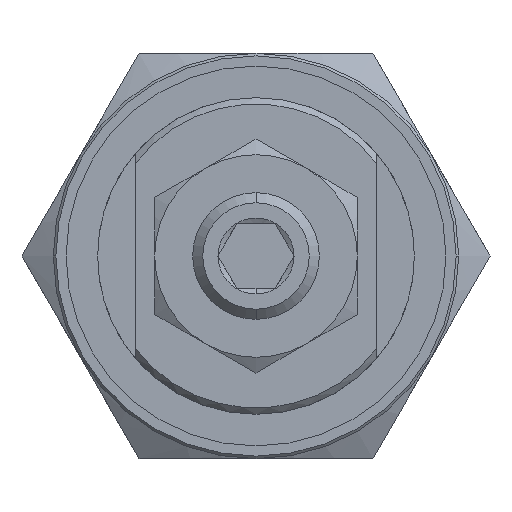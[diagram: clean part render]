
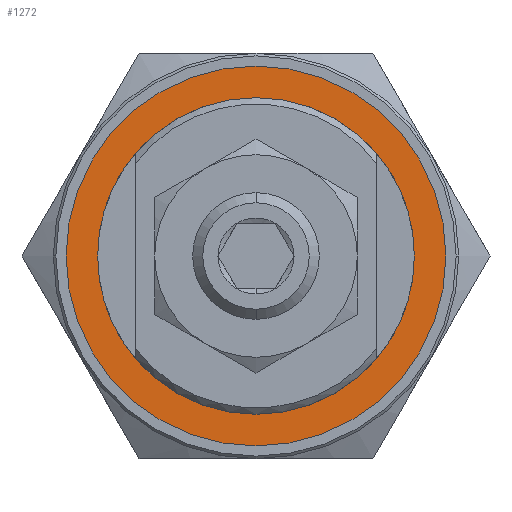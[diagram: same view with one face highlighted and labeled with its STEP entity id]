
A CAD part, left-side view. The second image highlights one B-rep face of the part: STEP entity #1272.
In plain terms, the highlighted planar face has unit normal (-1, 0, 0).
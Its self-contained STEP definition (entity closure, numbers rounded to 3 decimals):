
#87 = VERTEX_POINT ( 'NONE', #1184 ) ;
#91 = DIRECTION ( 'NONE',  ( 0., 0., -1. ) ) ;
#121 = AXIS2_PLACEMENT_3D ( 'NONE', #509, #1511, #3529 ) ;
#238 = CARTESIAN_POINT ( 'NONE',  ( 0., 0., 0. ) ) ;
#256 = CARTESIAN_POINT ( 'NONE',  ( 0., 15., 0. ) ) ;
#281 = ORIENTED_EDGE ( 'NONE', *, *, #4345, .F. ) ;
#340 = EDGE_LOOP ( 'NONE', ( #3758, #5434 ) ) ;
#387 = CARTESIAN_POINT ( 'NONE',  ( 0., 0., 0. ) ) ;
#480 = EDGE_CURVE ( 'NONE', #2629, #87, #5856, .T. ) ;
#509 = CARTESIAN_POINT ( 'NONE',  ( 0., 0., 0. ) ) ;
#745 = DIRECTION ( 'NONE',  ( 0., 0., -1. ) ) ;
#934 = AXIS2_PLACEMENT_3D ( 'NONE', #1680, #4715, #1177 ) ;
#952 = EDGE_CURVE ( 'NONE', #2513, #1980, #4235, .T. ) ;
#1082 = EDGE_CURVE ( 'NONE', #1980, #2513, #5179, .T. ) ;
#1173 = DIRECTION ( 'NONE',  ( -1., 0., 0. ) ) ;
#1177 = DIRECTION ( 'NONE',  ( 0., 0., 1. ) ) ;
#1184 = CARTESIAN_POINT ( 'NONE',  ( 0., -12.5, 0. ) ) ;
#1272 = ADVANCED_FACE ( 'NONE', ( #3354, #2181 ), #3275, .F. ) ;
#1511 = DIRECTION ( 'NONE',  ( -1., 0., 0. ) ) ;
#1680 = CARTESIAN_POINT ( 'NONE',  ( 0., 0., 0. ) ) ;
#1980 = VERTEX_POINT ( 'NONE', #5589 ) ;
#2181 = FACE_OUTER_BOUND ( 'NONE', #340, .T. ) ;
#2335 = CARTESIAN_POINT ( 'NONE',  ( 0., 12.5, 0. ) ) ;
#2513 = VERTEX_POINT ( 'NONE', #6095 ) ;
#2579 = ORIENTED_EDGE ( 'NONE', *, *, #480, .F. ) ;
#2629 = VERTEX_POINT ( 'NONE', #2335 ) ;
#2717 = CIRCLE ( 'NONE', #5121, 12.5 ) ;
#3275 = PLANE ( 'NONE',  #4752 ) ;
#3298 = EDGE_LOOP ( 'NONE', ( #281, #2579 ) ) ;
#3354 = FACE_BOUND ( 'NONE', #3298, .T. ) ;
#3529 = DIRECTION ( 'NONE',  ( 0., 0., 1. ) ) ;
#3758 = ORIENTED_EDGE ( 'NONE', *, *, #1082, .T. ) ;
#3771 = DIRECTION ( 'NONE',  ( -1., 0., 0. ) ) ;
#4235 = CIRCLE ( 'NONE', #934, 15. ) ;
#4274 = DIRECTION ( 'NONE',  ( 0., 0., -1. ) ) ;
#4345 = EDGE_CURVE ( 'NONE', #87, #2629, #2717, .T. ) ;
#4704 = AXIS2_PLACEMENT_3D ( 'NONE', #387, #1173, #91 ) ;
#4715 = DIRECTION ( 'NONE',  ( -1., 0., 0. ) ) ;
#4752 = AXIS2_PLACEMENT_3D ( 'NONE', #256, #4797, #4274 ) ;
#4797 = DIRECTION ( 'NONE',  ( 1., 0., 0. ) ) ;
#5121 = AXIS2_PLACEMENT_3D ( 'NONE', #238, #3771, #745 ) ;
#5179 = CIRCLE ( 'NONE', #121, 15. ) ;
#5434 = ORIENTED_EDGE ( 'NONE', *, *, #952, .T. ) ;
#5589 = CARTESIAN_POINT ( 'NONE',  ( 0., 0., 15. ) ) ;
#5856 = CIRCLE ( 'NONE', #4704, 12.5 ) ;
#6095 = CARTESIAN_POINT ( 'NONE',  ( 0., 0., -15. ) ) ;
